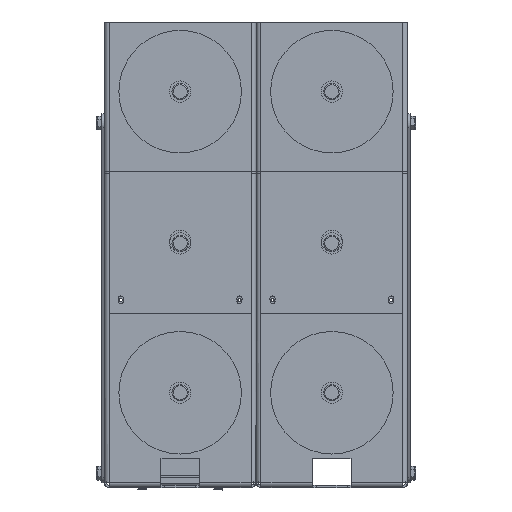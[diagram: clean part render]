
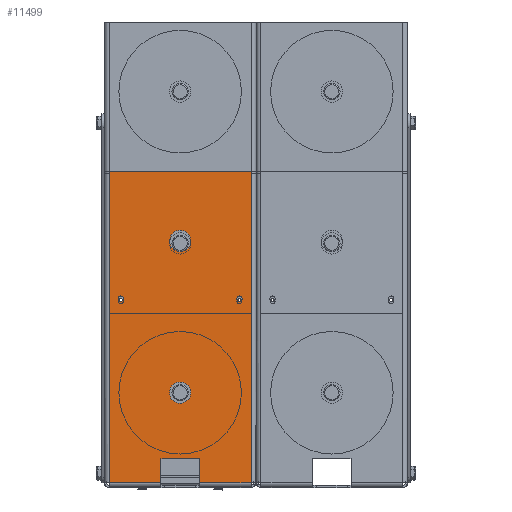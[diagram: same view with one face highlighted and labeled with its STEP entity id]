
A CAD part, front view. The second image highlights one B-rep face of the part: STEP entity #11499.
In plain terms, the highlighted planar face has unit normal (0, -1, 0).
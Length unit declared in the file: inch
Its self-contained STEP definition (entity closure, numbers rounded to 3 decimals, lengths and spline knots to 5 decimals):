
#642=FACE_BOUND('',#4273,.T.);
#643=FACE_BOUND('',#4274,.T.);
#644=FACE_BOUND('',#4275,.T.);
#645=FACE_BOUND('',#4276,.T.);
#911=PLANE('',#12690);
#1578=LINE('',#22208,#2507);
#1580=LINE('',#22214,#2509);
#1584=LINE('',#22224,#2513);
#1585=LINE('',#22226,#2514);
#1586=LINE('',#22228,#2515);
#1587=LINE('',#22230,#2516);
#1588=LINE('',#22232,#2517);
#1589=LINE('',#22234,#2518);
#1590=LINE('',#22236,#2519);
#1591=LINE('',#22238,#2520);
#1592=LINE('',#22240,#2521);
#1593=LINE('',#22241,#2522);
#2507=VECTOR('',#14927,0.3937);
#2509=VECTOR('',#14933,0.3937);
#2513=VECTOR('',#14941,0.3937);
#2514=VECTOR('',#14942,0.3937);
#2515=VECTOR('',#14943,0.3937);
#2516=VECTOR('',#14944,0.3937);
#2517=VECTOR('',#14945,0.3937);
#2518=VECTOR('',#14946,0.3937);
#2519=VECTOR('',#14947,0.3937);
#2520=VECTOR('',#14948,0.3937);
#2521=VECTOR('',#14949,0.3937);
#2522=VECTOR('',#14950,0.3937);
#3544=FACE_OUTER_BOUND('',#4272,.T.);
#4272=EDGE_LOOP('',(#9808,#9809,#9810,#9811,#9812,#9813,#9814,#9815,#9816,
#9817,#9818,#9819));
#4273=EDGE_LOOP('',(#9820));
#4274=EDGE_LOOP('',(#9821));
#4275=EDGE_LOOP('',(#9822));
#4276=EDGE_LOOP('',(#9823));
#4879=CIRCLE('',#12674,0.28);
#4881=CIRCLE('',#12677,0.28);
#4883=CIRCLE('',#12680,0.07);
#4885=CIRCLE('',#12683,0.07);
#5737=VERTEX_POINT('',#22180);
#5739=VERTEX_POINT('',#22186);
#5741=VERTEX_POINT('',#22192);
#5743=VERTEX_POINT('',#22198);
#5746=VERTEX_POINT('',#22205);
#5747=VERTEX_POINT('',#22207);
#5749=VERTEX_POINT('',#22213);
#5753=VERTEX_POINT('',#22223);
#5754=VERTEX_POINT('',#22225);
#5755=VERTEX_POINT('',#22227);
#5756=VERTEX_POINT('',#22229);
#5757=VERTEX_POINT('',#22231);
#5758=VERTEX_POINT('',#22233);
#5759=VERTEX_POINT('',#22235);
#5760=VERTEX_POINT('',#22237);
#5761=VERTEX_POINT('',#22239);
#7169=EDGE_CURVE('',#5737,#5737,#4879,.T.);
#7172=EDGE_CURVE('',#5739,#5739,#4881,.T.);
#7175=EDGE_CURVE('',#5741,#5741,#4883,.T.);
#7178=EDGE_CURVE('',#5743,#5743,#4885,.T.);
#7182=EDGE_CURVE('',#5746,#5747,#1578,.T.);
#7185=EDGE_CURVE('',#5749,#5747,#1580,.T.);
#7190=EDGE_CURVE('',#5753,#5746,#1584,.T.);
#7191=EDGE_CURVE('',#5754,#5753,#1585,.T.);
#7192=EDGE_CURVE('',#5755,#5754,#1586,.T.);
#7193=EDGE_CURVE('',#5756,#5755,#1587,.T.);
#7194=EDGE_CURVE('',#5756,#5757,#1588,.T.);
#7195=EDGE_CURVE('',#5757,#5758,#1589,.T.);
#7196=EDGE_CURVE('',#5758,#5759,#1590,.T.);
#7197=EDGE_CURVE('',#5759,#5760,#1591,.T.);
#7198=EDGE_CURVE('',#5760,#5761,#1592,.T.);
#7199=EDGE_CURVE('',#5761,#5749,#1593,.T.);
#9808=ORIENTED_EDGE('',*,*,#7182,.F.);
#9809=ORIENTED_EDGE('',*,*,#7190,.F.);
#9810=ORIENTED_EDGE('',*,*,#7191,.F.);
#9811=ORIENTED_EDGE('',*,*,#7192,.F.);
#9812=ORIENTED_EDGE('',*,*,#7193,.F.);
#9813=ORIENTED_EDGE('',*,*,#7194,.T.);
#9814=ORIENTED_EDGE('',*,*,#7195,.T.);
#9815=ORIENTED_EDGE('',*,*,#7196,.T.);
#9816=ORIENTED_EDGE('',*,*,#7197,.T.);
#9817=ORIENTED_EDGE('',*,*,#7198,.T.);
#9818=ORIENTED_EDGE('',*,*,#7199,.T.);
#9819=ORIENTED_EDGE('',*,*,#7185,.T.);
#9820=ORIENTED_EDGE('',*,*,#7169,.T.);
#9821=ORIENTED_EDGE('',*,*,#7172,.T.);
#9822=ORIENTED_EDGE('',*,*,#7175,.T.);
#9823=ORIENTED_EDGE('',*,*,#7178,.T.);
#11499=ADVANCED_FACE('',(#3544,#642,#643,#644,#645),#911,.T.);
#12674=AXIS2_PLACEMENT_3D('',#22181,#14897,#14898);
#12677=AXIS2_PLACEMENT_3D('',#22187,#14904,#14905);
#12680=AXIS2_PLACEMENT_3D('',#22193,#14911,#14912);
#12683=AXIS2_PLACEMENT_3D('',#22199,#14918,#14919);
#12690=AXIS2_PLACEMENT_3D('',#22222,#14939,#14940);
#14897=DIRECTION('center_axis',(0.,1.,0.));
#14898=DIRECTION('ref_axis',(-1.,0.,0.));
#14904=DIRECTION('center_axis',(0.,1.,0.));
#14905=DIRECTION('ref_axis',(-1.,0.,0.));
#14911=DIRECTION('center_axis',(0.,1.,0.));
#14912=DIRECTION('ref_axis',(-1.,0.,0.));
#14918=DIRECTION('center_axis',(0.,1.,0.));
#14919=DIRECTION('ref_axis',(-1.,0.,0.));
#14927=DIRECTION('',(0.,0.,-1.));
#14933=DIRECTION('',(1.,0.,0.));
#14939=DIRECTION('center_axis',(0.,-1.,0.));
#14940=DIRECTION('ref_axis',(0.,0.,-1.));
#14941=DIRECTION('',(1.,0.,0.));
#14942=DIRECTION('',(0.,0.,1.));
#14943=DIRECTION('',(-1.,0.,0.));
#14944=DIRECTION('',(0.,0.,-1.));
#14945=DIRECTION('',(-1.,0.,0.));
#14946=DIRECTION('',(0.,0.,1.));
#14947=DIRECTION('',(-1.,0.,0.));
#14948=DIRECTION('',(0.,0.,1.));
#14949=DIRECTION('',(1.,0.,0.));
#14950=DIRECTION('',(0.,0.,1.));
#22180=CARTESIAN_POINT('',(-2.22,-0.0635,0.));
#22181=CARTESIAN_POINT('Origin',(-2.5,-0.0635,
0.));
#22186=CARTESIAN_POINT('',(-6.22,-0.0635,0.));
#22187=CARTESIAN_POINT('Origin',(-6.5,-0.0635,
0.));
#22192=CARTESIAN_POINT('',(-4.91,-0.0635,-1.565));
#22193=CARTESIAN_POINT('Origin',(-4.98,-0.0635,-1.565));
#22198=CARTESIAN_POINT('',(-4.91,-0.0635,1.565));
#22199=CARTESIAN_POINT('Origin',(-4.98,-0.0635,1.565));
#22205=CARTESIAN_POINT('',(-0.127,-0.0635,1.873));
#22207=CARTESIAN_POINT('',(-0.127,-0.0635,0.505));
#22208=CARTESIAN_POINT('',(-0.127,-0.0635,0.));
#22213=CARTESIAN_POINT('',(-0.76,-0.0635,0.505));
#22214=CARTESIAN_POINT('',(0.,-0.0635,0.505));
#22222=CARTESIAN_POINT('Origin',(0.,-0.0635,0.));
#22223=CARTESIAN_POINT('',(-8.34,-0.0635,1.873));
#22224=CARTESIAN_POINT('',(-0.6063,-0.0635,1.873));
#22225=CARTESIAN_POINT('',(-8.34,-0.0635,-1.873));
#22226=CARTESIAN_POINT('',(-8.34,-0.0635,0.));
#22227=CARTESIAN_POINT('',(-0.127,-0.0635,-1.873));
#22228=CARTESIAN_POINT('',(-0.6063,-0.0635,-1.873));
#22229=CARTESIAN_POINT('',(-0.127,-0.0635,-0.505));
#22230=CARTESIAN_POINT('',(-0.127,-0.0635,0.));
#22231=CARTESIAN_POINT('',(-0.76,-0.0635,-0.505));
#22232=CARTESIAN_POINT('',(0.,-0.0635,-0.505));
#22233=CARTESIAN_POINT('',(-0.76,-0.0635,-0.475));
#22234=CARTESIAN_POINT('',(-0.76,-0.0635,-0.2275));
#22235=CARTESIAN_POINT('',(-0.7635,-0.0635,-0.475));
#22236=CARTESIAN_POINT('',(-0.38175,-0.0635,-0.475));
#22237=CARTESIAN_POINT('',(-0.7635,-0.0635,0.475));
#22238=CARTESIAN_POINT('',(-0.7635,-0.0635,0.2375));
#22239=CARTESIAN_POINT('',(-0.76,-0.0635,0.475));
#22240=CARTESIAN_POINT('',(-0.03175,-0.0635,0.475));
#22241=CARTESIAN_POINT('',(-0.76,-0.0635,0.2275));
